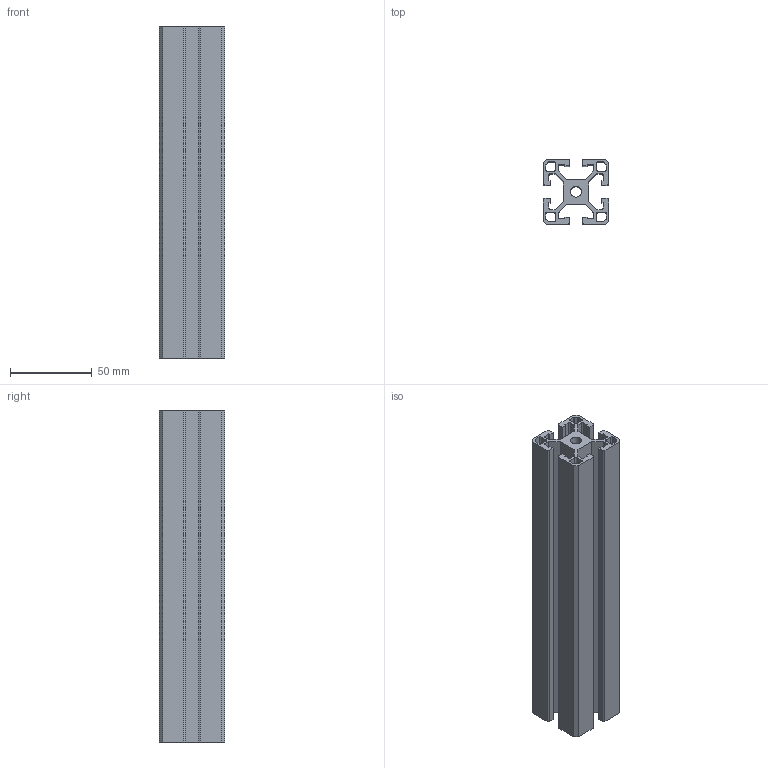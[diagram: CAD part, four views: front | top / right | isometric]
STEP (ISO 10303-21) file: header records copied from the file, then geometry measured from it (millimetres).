
FILE_DESCRIPTION (( 'STEP AP203' ), '1' );
FILE_NAME ('40-4040BL.step', '2023-03-02T15:28:43', ( '' ), ( '' ), 'SwSTEP 2.0', 'SolidWorks 2021', '' );
FILE_SCHEMA (( 'CONFIG_CONTROL_DESIGN' ));
Length unit declared in the file: inch
Products named in the file (1): 40-4040BL
Bounding box: 40 x 40 x 203.2 mm (x, y, z)
Volume: 130706.8 mm3; surface area: 93949.5 mm2
Topology: 1 solids, 1 shells, 124 faces, 366 edges, 244 vertices
Faces by surface type: plane 86, cylinder 38
Entity records: 4225 total; most frequent: CARTESIAN_POINT 735, ORIENTED_EDGE 732, DIRECTION 692, EDGE_CURVE 366, VECTOR 290, LINE 290, VERTEX_POINT 244, AXIS2_PLACEMENT_3D 201
